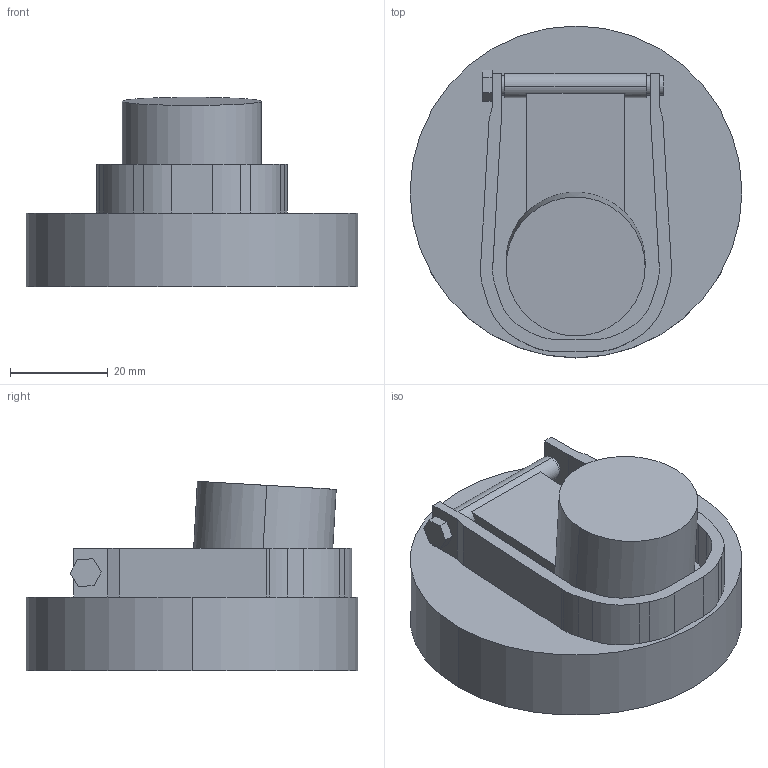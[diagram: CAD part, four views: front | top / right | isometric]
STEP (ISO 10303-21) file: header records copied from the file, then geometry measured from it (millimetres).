
FILE_DESCRIPTION (( 'STEP AP214' ), '1' );
FILE_NAME ('Waterbottle assem.STEP', '2024-07-10T19:19:34', ( '' ), ( '' ), 'SwSTEP 2.0', 'SolidWorks 2023', '' );
FILE_SCHEMA (( 'AUTOMOTIVE_DESIGN' ));
Length unit declared in the file: centimetre
Products named in the file (4): Waterbottle assem; waterbottle_pin; cap; waterbottle_lid
Assembly tree (3 placements, depth 2):
  Waterbottle assem
    cap
    waterbottle_lid
    waterbottle_pin
Bounding box: 68 x 68 x 38.8 mm (x, y, z)
Volume: 24590.2 mm3; surface area: 25502.1 mm2
Topology: 3 solids, 3 shells, 107 faces, 275 edges, 181 vertices
Faces by surface type: plane 49, cylinder 43, bspline 15
Entity records: 5910 total; most frequent: CARTESIAN_POINT 3270, ORIENTED_EDGE 550, DIRECTION 512, EDGE_CURVE 275, AXIS2_PLACEMENT_3D 185, VERTEX_POINT 181, VECTOR 142, LINE 142
